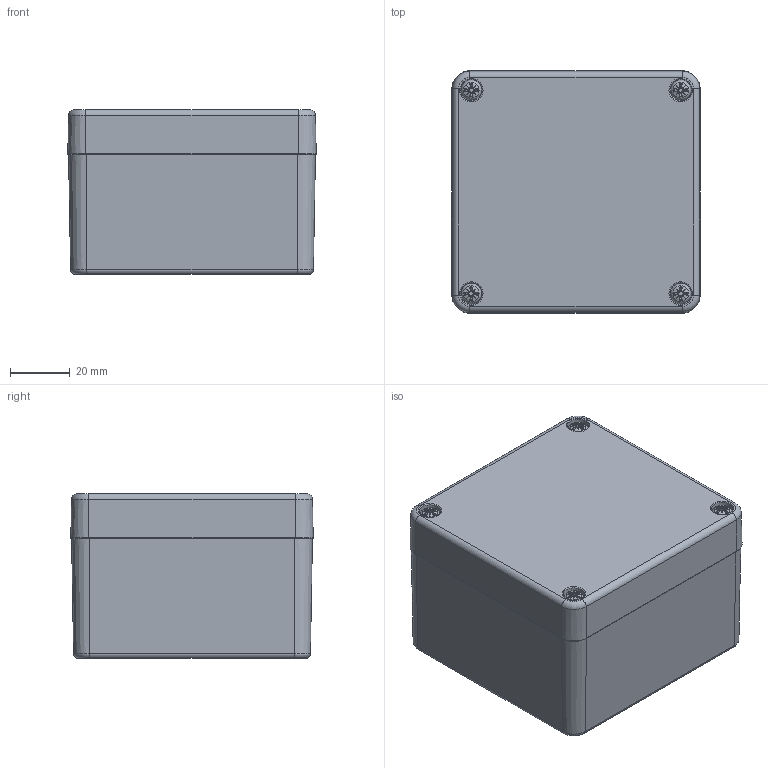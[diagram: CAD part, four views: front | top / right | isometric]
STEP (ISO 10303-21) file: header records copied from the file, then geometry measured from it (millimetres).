
FILE_DESCRIPTION(/* description */ (''),/* implementation_level */ '2;1');
FILE_NAME(/* name */ '0402100900-MBT_080805-K_VE.stp',/* time_stamp */ '2024-08-26T13:30:21+02:00',/* author */ ('alexander.rose'),/* organization */ (''),/* preprocessor_version */ 'ST-DEVELOPER v18.1',/* originating_system */ 'Autodesk Inventor 2022',/* authorisation */ '');
FILE_SCHEMA (('AUTOMOTIVE_DESIGN { 1 0 10303 214 3 1 1 }'));
Length unit declared in the file: millimetre
Products named in the file (6): 0402100900-MBT_080805-K_VE; 0401100902-UT_080840-6N_VE; 0302100901-OT_080815-K; 1990000018 Schraube BM4x24_11; 1990000007 M4 Gewindebuchse; xxx-O-Ring-MBM_080805
Assembly tree (11 placements, depth 2):
  0402100900-MBT_080805-K_VE
    0401100902-UT_080840-6N_VE
    0302100901-OT_080815-K
    1990000018 Schraube BM4x24_11  x4
    1990000007 M4 Gewindebuchse  x4
    xxx-O-Ring-MBM_080805
Bounding box: 82.99 x 80.99 x 55 mm (x, y, z)
Volume: 105193.3 mm3; surface area: 76941.9 mm2
Topology: 11 solids, 11 shells, 1844 faces, 4433 edges, 2664 vertices
Faces by surface type: plane 611, cylinder 464, cone 416, torus 317, bspline 32, sphere 4
Full cylindrical faces by diameter (mm): 3.242 x4, 3.3 x4, 3.6 x4, 4 x4, 4.4 x4, 4.5 x4, 4.9 x4, 5.1 x4, 6.8 x4, 7 x4, 7.5 x4
Entity records: 30813 total; most frequent: CARTESIAN_POINT 6303, DIRECTION 5650, ORIENTED_EDGE 4856, EDGE_CURVE 2428, AXIS2_PLACEMENT_3D 2370, VERTEX_POINT 1455, CIRCLE 1322, EDGE_LOOP 1107
